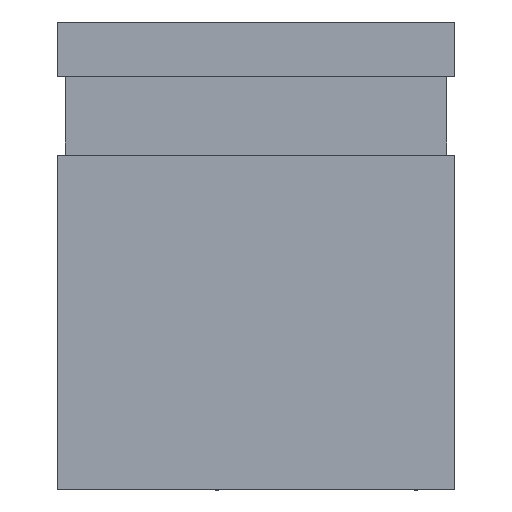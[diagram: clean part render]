
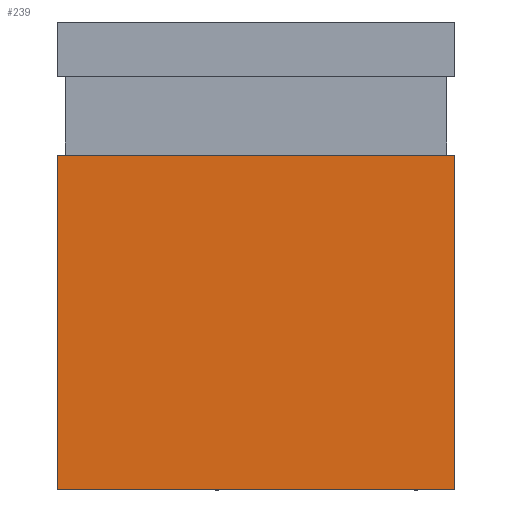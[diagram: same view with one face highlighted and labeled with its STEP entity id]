
A CAD part, left-side view. The second image highlights one B-rep face of the part: STEP entity #239.
In plain terms, the highlighted planar face has unit normal (-1, 0, 0).
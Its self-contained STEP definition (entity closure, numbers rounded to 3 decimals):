
#239 = ADVANCED_FACE( '', ( #588 ), #589, .T. );
#588 = FACE_OUTER_BOUND( '', #1062, .T. );
#589 = PLANE( '', #1063 );
#1062 = EDGE_LOOP( '', ( #1556, #1557, #1558, #1559 ) );
#1063 = AXIS2_PLACEMENT_3D( '', #1560, #1561, #1562 );
#1556 = ORIENTED_EDGE( '', *, *, #2983, .T. );
#1557 = ORIENTED_EDGE( '', *, *, #2984, .F. );
#1558 = ORIENTED_EDGE( '', *, *, #2985, .F. );
#1559 = ORIENTED_EDGE( '', *, *, #2986, .F. );
#1560 = CARTESIAN_POINT( '', ( -2.5, -2.54, -2.99 ) );
#1561 = DIRECTION( '', ( -1., 0., 0. ) );
#1562 = DIRECTION( '', ( 0., 0., 1. ) );
#2983 = EDGE_CURVE( '', #3573, #3574, #3575, .T. );
#2984 = EDGE_CURVE( '', #3576, #3574, #3577, .T. );
#2985 = EDGE_CURVE( '', #3578, #3576, #3579, .T. );
#2986 = EDGE_CURVE( '', #3573, #3578, #3580, .T. );
#3573 = VERTEX_POINT( '', #4426 );
#3574 = VERTEX_POINT( '', #4427 );
#3575 = LINE( '', #4428, #4429 );
#3576 = VERTEX_POINT( '', #4430 );
#3577 = LINE( '', #4431, #4432 );
#3578 = VERTEX_POINT( '', #4433 );
#3579 = LINE( '', #4434, #4435 );
#3580 = LINE( '', #4436, #4437 );
#4426 = CARTESIAN_POINT( '', ( -2.5, -2.54, -2.99 ) );
#4427 = CARTESIAN_POINT( '', ( -2.5, -2.54, 1.29 ) );
#4428 = CARTESIAN_POINT( '', ( -2.5, -2.54, -2.99 ) );
#4429 = VECTOR( '', #5614, 1000. );
#4430 = CARTESIAN_POINT( '', ( -2.5, 2.54, 1.29 ) );
#4431 = CARTESIAN_POINT( '', ( -2.5, 2.54, 1.29 ) );
#4432 = VECTOR( '', #5615, 1000. );
#4433 = CARTESIAN_POINT( '', ( -2.5, 2.54, -2.99 ) );
#4434 = CARTESIAN_POINT( '', ( -2.5, 2.54, -2.99 ) );
#4435 = VECTOR( '', #5616, 1000. );
#4436 = CARTESIAN_POINT( '', ( -2.5, -2.54, -2.99 ) );
#4437 = VECTOR( '', #5617, 1000. );
#5614 = DIRECTION( '', ( 0., 0., 1. ) );
#5615 = DIRECTION( '', ( 0., -1., 0. ) );
#5616 = DIRECTION( '', ( 0., 0., 1. ) );
#5617 = DIRECTION( '', ( 0., 1., 0. ) );
